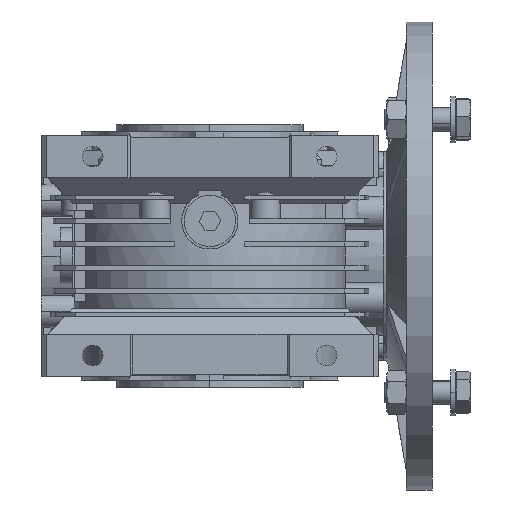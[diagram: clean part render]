
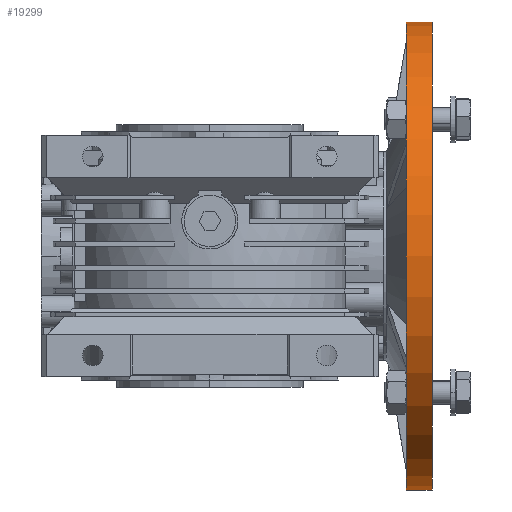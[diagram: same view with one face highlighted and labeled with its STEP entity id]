
A CAD part, front view. The second image highlights one B-rep face of the part: STEP entity #19299.
In plain terms, the highlighted cylindrical face has radius 100 mm (diameter 200 mm), a partial arc.
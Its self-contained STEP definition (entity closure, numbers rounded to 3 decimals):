
#1149 = AXIS2_PLACEMENT_3D ( 'NONE', #30797, #45601, #41963 ) ;
#2809 = VECTOR ( 'NONE', #12382, 1000. ) ;
#3279 = VECTOR ( 'NONE', #12276, 1000. ) ;
#3815 = DIRECTION ( 'NONE',  ( 0., 0., 1. ) ) ;
#4728 = VERTEX_POINT ( 'NONE', #31764 ) ;
#4826 = LINE ( 'NONE', #30471, #2809 ) ;
#5770 = ORIENTED_EDGE ( 'NONE', *, *, #40376, .T. ) ;
#7261 = FACE_OUTER_BOUND ( 'NONE', #29073, .T. ) ;
#8881 = CYLINDRICAL_SURFACE ( 'NONE', #19129, 100. ) ;
#9641 = EDGE_CURVE ( 'NONE', #28298, #29118, #4826, .T. ) ;
#10863 = CARTESIAN_POINT ( 'NONE',  ( 95., 63., 100. ) ) ;
#12038 = CARTESIAN_POINT ( 'NONE',  ( 95., 63., 100. ) ) ;
#12276 = DIRECTION ( 'NONE',  ( -1., 0., 0. ) ) ;
#12353 = ORIENTED_EDGE ( 'NONE', *, *, #9641, .F. ) ;
#12382 = DIRECTION ( 'NONE',  ( -1., 0., 0. ) ) ;
#14390 = CIRCLE ( 'NONE', #1149, 100. ) ;
#17476 = CARTESIAN_POINT ( 'NONE',  ( 95., 63., 0. ) ) ;
#17911 = CIRCLE ( 'NONE', #26450, 100. ) ;
#19129 = AXIS2_PLACEMENT_3D ( 'NONE', #37522, #26328, #3815 ) ;
#19299 = ADVANCED_FACE ( 'NONE', ( #7261 ), #8881, .T. ) ;
#25048 = DIRECTION ( 'NONE',  ( 0., 0., 1. ) ) ;
#25059 = VERTEX_POINT ( 'NONE', #10863 ) ;
#26328 = DIRECTION ( 'NONE',  ( -1., 0., 0. ) ) ;
#26450 = AXIS2_PLACEMENT_3D ( 'NONE', #17476, #32385, #25048 ) ;
#28298 = VERTEX_POINT ( 'NONE', #37979 ) ;
#29073 = EDGE_LOOP ( 'NONE', ( #12353, #5770, #32460, #29738 ) ) ;
#29118 = VERTEX_POINT ( 'NONE', #31997 ) ;
#29738 = ORIENTED_EDGE ( 'NONE', *, *, #48123, .T. ) ;
#30471 = CARTESIAN_POINT ( 'NONE',  ( 95., 63., -100. ) ) ;
#30613 = LINE ( 'NONE', #12038, #3279 ) ;
#30797 = CARTESIAN_POINT ( 'NONE',  ( 84., 63., 0. ) ) ;
#31764 = CARTESIAN_POINT ( 'NONE',  ( 84., 63., 100. ) ) ;
#31997 = CARTESIAN_POINT ( 'NONE',  ( 84., 63., -100. ) ) ;
#32385 = DIRECTION ( 'NONE',  ( -1., 0., 0. ) ) ;
#32460 = ORIENTED_EDGE ( 'NONE', *, *, #44173, .T. ) ;
#37522 = CARTESIAN_POINT ( 'NONE',  ( 95., 63., 0. ) ) ;
#37979 = CARTESIAN_POINT ( 'NONE',  ( 95., 63., -100. ) ) ;
#40376 = EDGE_CURVE ( 'NONE', #28298, #25059, #17911, .T. ) ;
#41963 = DIRECTION ( 'NONE',  ( 0., 0., 1. ) ) ;
#44173 = EDGE_CURVE ( 'NONE', #25059, #4728, #30613, .T. ) ;
#45601 = DIRECTION ( 'NONE',  ( 1., 0., 0. ) ) ;
#48123 = EDGE_CURVE ( 'NONE', #4728, #29118, #14390, .T. ) ;
